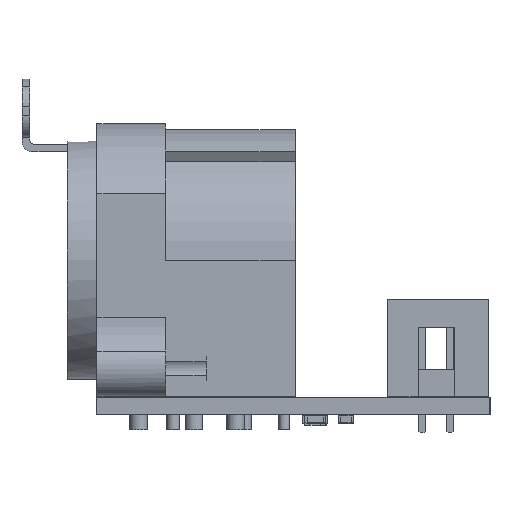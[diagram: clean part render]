
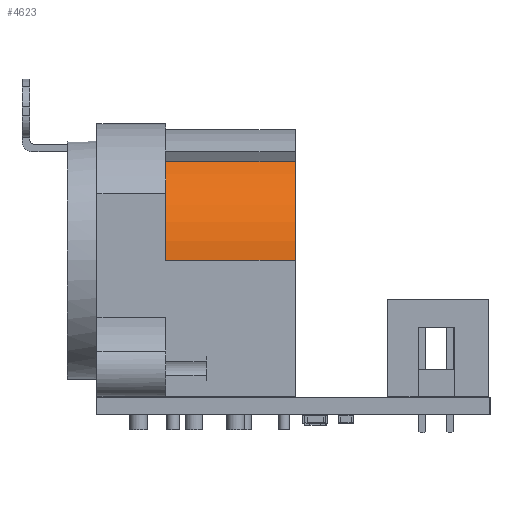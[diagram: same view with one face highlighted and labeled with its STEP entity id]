
A CAD part, left-side view. The second image highlights one B-rep face of the part: STEP entity #4623.
In plain terms, the highlighted cylindrical face has radius 10.9 mm (diameter 21.8 mm), a partial arc.
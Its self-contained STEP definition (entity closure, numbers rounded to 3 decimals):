
#2185 = PLANE('',#2186);
#2186 = AXIS2_PLACEMENT_3D('',#2187,#2188,#2189);
#2187 = CARTESIAN_POINT('',(9.9,-9.9,-6.3));
#2188 = DIRECTION('',(0.,0.,1.));
#2189 = DIRECTION('',(1.,0.,-0.));
#2273 = PLANE('',#2274);
#2274 = AXIS2_PLACEMENT_3D('',#2275,#2276,#2277);
#2275 = CARTESIAN_POINT('',(10.9,-5.235,-6.3));
#2276 = DIRECTION('',(1.,0.,0.));
#2277 = DIRECTION('',(0.,1.,0.));
#2606 = PLANE('',#2607);
#2607 = AXIS2_PLACEMENT_3D('',#2608,#2609,#2610);
#2608 = CARTESIAN_POINT('',(0.,0.,-18.15));
#2609 = DIRECTION('',(0.,0.,-1.));
#2610 = DIRECTION('',(-1.,0.,0.));
#4491 = PLANE('',#4492);
#4492 = AXIS2_PLACEMENT_3D('',#4493,#4494,#4495);
#4493 = CARTESIAN_POINT('',(6.679,9.969,-18.15));
#4494 = DIRECTION('',(-0.866,0.5,0.));
#4495 = DIRECTION('',(-0.5,-0.866,0.));
#4553 = VERTEX_POINT('',#4554);
#4554 = CARTESIAN_POINT('',(6.128,9.014,-18.15));
#4575 = EDGE_CURVE('',#4553,#4576,#4578,.T.);
#4576 = VERTEX_POINT('',#4577);
#4577 = CARTESIAN_POINT('',(6.128,9.014,-6.3));
#4578 = SURFACE_CURVE('',#4579,(#4583,#4590),.PCURVE_S1.);
#4579 = LINE('',#4580,#4581);
#4580 = CARTESIAN_POINT('',(6.128,9.014,-18.15));
#4581 = VECTOR('',#4582,1.);
#4582 = DIRECTION('',(0.,0.,1.));
#4583 = PCURVE('',#4491,#4584);
#4584 = DEFINITIONAL_REPRESENTATION('',(#4585),#4589);
#4585 = LINE('',#4586,#4587);
#4586 = CARTESIAN_POINT('',(1.103,0.));
#4587 = VECTOR('',#4588,1.);
#4588 = DIRECTION('',(0.,1.));
#4589 = ( GEOMETRIC_REPRESENTATION_CONTEXT(2) 
PARAMETRIC_REPRESENTATION_CONTEXT() REPRESENTATION_CONTEXT('2D SPACE',''
  ) );
#4590 = PCURVE('',#4591,#4596);
#4591 = CYLINDRICAL_SURFACE('',#4592,10.9);
#4592 = AXIS2_PLACEMENT_3D('',#4593,#4594,#4595);
#4593 = CARTESIAN_POINT('',(0.,0.,-18.15));
#4594 = DIRECTION('',(0.,0.,1.));
#4595 = DIRECTION('',(1.,0.,-0.));
#4596 = DEFINITIONAL_REPRESENTATION('',(#4597),#4601);
#4597 = LINE('',#4598,#4599);
#4598 = CARTESIAN_POINT('',(0.974,0.));
#4599 = VECTOR('',#4600,1.);
#4600 = DIRECTION('',(0.,1.));
#4601 = ( GEOMETRIC_REPRESENTATION_CONTEXT(2) 
PARAMETRIC_REPRESENTATION_CONTEXT() REPRESENTATION_CONTEXT('2D SPACE',''
  ) );
#4623 = ADVANCED_FACE('',(#4624),#4591,.T.);
#4624 = FACE_BOUND('',#4625,.T.);
#4625 = EDGE_LOOP('',(#4626,#4654,#4677,#4699));
#4626 = ORIENTED_EDGE('',*,*,#4627,.T.);
#4627 = EDGE_CURVE('',#4576,#4628,#4630,.T.);
#4628 = VERTEX_POINT('',#4629);
#4629 = CARTESIAN_POINT('',(10.9,0.,-6.3));
#4630 = SURFACE_CURVE('',#4631,(#4636,#4643),.PCURVE_S1.);
#4631 = CIRCLE('',#4632,10.9);
#4632 = AXIS2_PLACEMENT_3D('',#4633,#4634,#4635);
#4633 = CARTESIAN_POINT('',(0.,0.,-6.3));
#4634 = DIRECTION('',(0.,0.,-1.));
#4635 = DIRECTION('',(-1.,0.,0.));
#4636 = PCURVE('',#4591,#4637);
#4637 = DEFINITIONAL_REPRESENTATION('',(#4638),#4642);
#4638 = LINE('',#4639,#4640);
#4639 = CARTESIAN_POINT('',(3.142,11.85));
#4640 = VECTOR('',#4641,1.);
#4641 = DIRECTION('',(-1.,0.));
#4642 = ( GEOMETRIC_REPRESENTATION_CONTEXT(2) 
PARAMETRIC_REPRESENTATION_CONTEXT() REPRESENTATION_CONTEXT('2D SPACE',''
  ) );
#4643 = PCURVE('',#2185,#4644);
#4644 = DEFINITIONAL_REPRESENTATION('',(#4645),#4653);
#4645 = ( BOUNDED_CURVE() B_SPLINE_CURVE(2,(#4646,#4647,#4648,#4649,
#4650,#4651,#4652),.UNSPECIFIED.,.T.,.F.) B_SPLINE_CURVE_WITH_KNOTS((1,2
    ,2,2,2,1),(-2.094,0.,2.094,4.189,
6.283,8.378),.UNSPECIFIED.) CURVE() 
GEOMETRIC_REPRESENTATION_ITEM() RATIONAL_B_SPLINE_CURVE((1.,0.5,1.,0.5,
1.,0.5,1.)) REPRESENTATION_ITEM('') );
#4646 = CARTESIAN_POINT('',(-20.8,9.9));
#4647 = CARTESIAN_POINT('',(-20.8,28.779));
#4648 = CARTESIAN_POINT('',(-4.45,19.34));
#4649 = CARTESIAN_POINT('',(11.9,9.9));
#4650 = CARTESIAN_POINT('',(-4.45,0.46));
#4651 = CARTESIAN_POINT('',(-20.8,-8.979));
#4652 = CARTESIAN_POINT('',(-20.8,9.9));
#4653 = ( GEOMETRIC_REPRESENTATION_CONTEXT(2) 
PARAMETRIC_REPRESENTATION_CONTEXT() REPRESENTATION_CONTEXT('2D SPACE',''
  ) );
#4654 = ORIENTED_EDGE('',*,*,#4655,.F.);
#4655 = EDGE_CURVE('',#4656,#4628,#4658,.T.);
#4656 = VERTEX_POINT('',#4657);
#4657 = CARTESIAN_POINT('',(10.9,0.,-18.15));
#4658 = SURFACE_CURVE('',#4659,(#4663,#4670),.PCURVE_S1.);
#4659 = LINE('',#4660,#4661);
#4660 = CARTESIAN_POINT('',(10.9,0.,-18.15));
#4661 = VECTOR('',#4662,1.);
#4662 = DIRECTION('',(0.,0.,1.));
#4663 = PCURVE('',#4591,#4664);
#4664 = DEFINITIONAL_REPRESENTATION('',(#4665),#4669);
#4665 = LINE('',#4666,#4667);
#4666 = CARTESIAN_POINT('',(0.,0.));
#4667 = VECTOR('',#4668,1.);
#4668 = DIRECTION('',(0.,1.));
#4669 = ( GEOMETRIC_REPRESENTATION_CONTEXT(2) 
PARAMETRIC_REPRESENTATION_CONTEXT() REPRESENTATION_CONTEXT('2D SPACE',''
  ) );
#4670 = PCURVE('',#2273,#4671);
#4671 = DEFINITIONAL_REPRESENTATION('',(#4672),#4676);
#4672 = LINE('',#4673,#4674);
#4673 = CARTESIAN_POINT('',(5.235,-11.85));
#4674 = VECTOR('',#4675,1.);
#4675 = DIRECTION('',(0.,1.));
#4676 = ( GEOMETRIC_REPRESENTATION_CONTEXT(2) 
PARAMETRIC_REPRESENTATION_CONTEXT() REPRESENTATION_CONTEXT('2D SPACE',''
  ) );
#4677 = ORIENTED_EDGE('',*,*,#4678,.F.);
#4678 = EDGE_CURVE('',#4553,#4656,#4679,.T.);
#4679 = SURFACE_CURVE('',#4680,(#4685,#4692),.PCURVE_S1.);
#4680 = CIRCLE('',#4681,10.9);
#4681 = AXIS2_PLACEMENT_3D('',#4682,#4683,#4684);
#4682 = CARTESIAN_POINT('',(0.,0.,-18.15));
#4683 = DIRECTION('',(0.,0.,-1.));
#4684 = DIRECTION('',(-1.,0.,0.));
#4685 = PCURVE('',#4591,#4686);
#4686 = DEFINITIONAL_REPRESENTATION('',(#4687),#4691);
#4687 = LINE('',#4688,#4689);
#4688 = CARTESIAN_POINT('',(3.142,0.));
#4689 = VECTOR('',#4690,1.);
#4690 = DIRECTION('',(-1.,0.));
#4691 = ( GEOMETRIC_REPRESENTATION_CONTEXT(2) 
PARAMETRIC_REPRESENTATION_CONTEXT() REPRESENTATION_CONTEXT('2D SPACE',''
  ) );
#4692 = PCURVE('',#2606,#4693);
#4693 = DEFINITIONAL_REPRESENTATION('',(#4694),#4698);
#4694 = CIRCLE('',#4695,10.9);
#4695 = AXIS2_PLACEMENT_2D('',#4696,#4697);
#4696 = CARTESIAN_POINT('',(0.,0.));
#4697 = DIRECTION('',(1.,0.));
#4698 = ( GEOMETRIC_REPRESENTATION_CONTEXT(2) 
PARAMETRIC_REPRESENTATION_CONTEXT() REPRESENTATION_CONTEXT('2D SPACE',''
  ) );
#4699 = ORIENTED_EDGE('',*,*,#4575,.T.);
